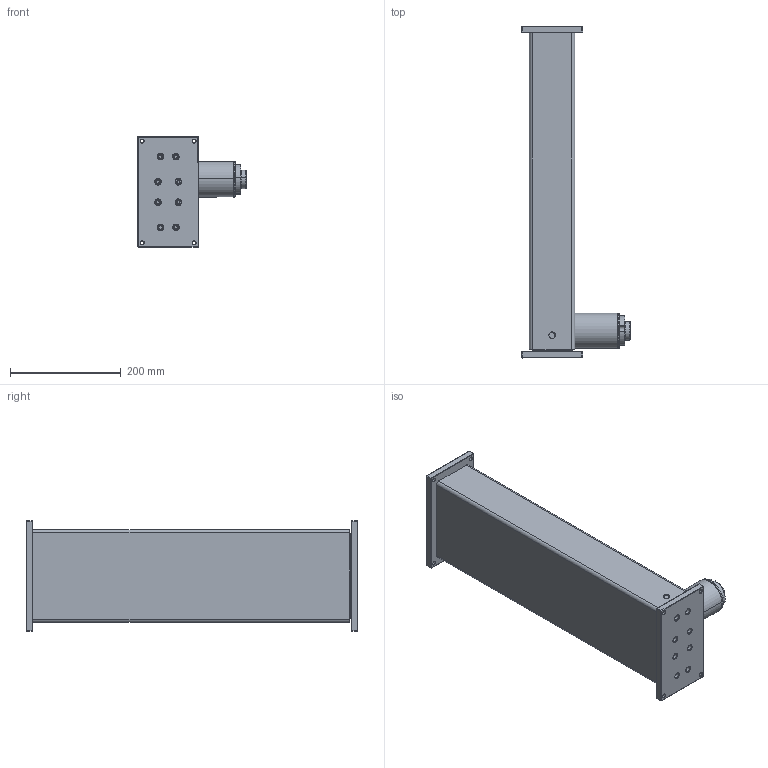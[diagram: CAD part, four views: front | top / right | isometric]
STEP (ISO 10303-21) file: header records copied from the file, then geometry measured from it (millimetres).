
FILE_DESCRIPTION (( 'STEP AP214' ), '1' );
FILE_NAME ('LG-07.STEP', '2023-05-25T22:29:27', ( '' ), ( '' ), 'SwSTEP 2.0', 'SolidWorks 2018', '' );
FILE_SCHEMA (( 'AUTOMOTIVE_DESIGN' ));
Length unit declared in the file: millimetre
Products named in the file (8): LG-07-M1 (Motor Shell); LG-07-C3 (Column 3); LG-07-P1 (Base Plate); LG-07-C2 (Column 2); LG-07-C1 (Column 1); LG-07-P2 (Top Plate); LG-07; LG-07-M2 (Motor Top)
Assembly tree (7 placements, depth 2):
  LG-07
    LG-07-P1 (Base Plate)
    LG-07-C1 (Column 1)
    LG-07-C2 (Column 2)
    LG-07-C3 (Column 3)
    LG-07-P2 (Top Plate)
    LG-07-M1 (Motor Shell)
    LG-07-M2 (Motor Top)
Bounding box: 196.37 x 600 x 200.08 mm (x, y, z)
Volume: 6709480.5 mm3; surface area: 1418845.5 mm2
Topology: 7 solids, 7 shells, 453 faces, 1144 edges, 726 vertices
Faces by surface type: cylinder 162, cone 159, plane 128, torus 4
Entity records: 14348 total; most frequent: DIRECTION 2604, CARTESIAN_POINT 2540, ORIENTED_EDGE 2288, EDGE_CURVE 1144, AXIS2_PLACEMENT_3D 1006, VERTEX_POINT 726, LINE 592, VECTOR 592
